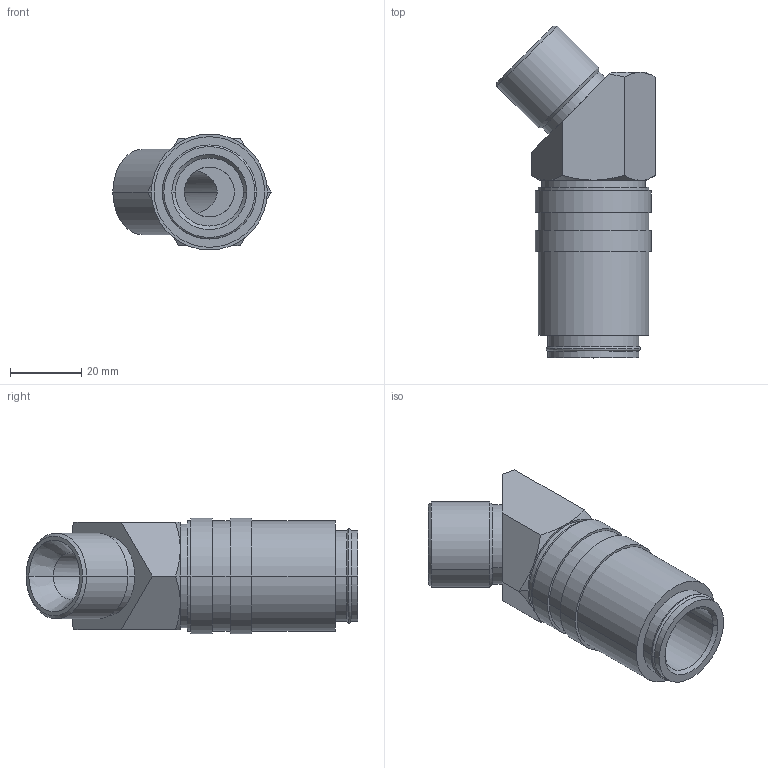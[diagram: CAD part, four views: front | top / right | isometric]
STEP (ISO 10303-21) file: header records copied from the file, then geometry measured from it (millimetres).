
FILE_DESCRIPTION(('STEP AP214'),'1');
FILE_NAME('eshg_2415_a-45ab.stp','2020-04-22T06:06:23',('TraceParts'),('TraceParts S.A.'),'Spatial InterOp 3D',' ',' ');
FILE_SCHEMA(('automotive_design'));
Length unit declared in the file: millimetre
Products named in the file (1): 1
Bounding box: 44.37 x 93.04 x 32.5 mm (x, y, z)
Volume: 46232.4 mm3; surface area: 15112.8 mm2
Topology: 1 solids, 1 shells, 69 faces, 146 edges, 88 vertices
Faces by surface type: cylinder 26, cone 20, plane 19, torus 4
Entity records: 2566 total; most frequent: CARTESIAN_POINT 510, DIRECTION 340, ORIENTED_EDGE 292, AXIS2_PLACEMENT_3D 146, EDGE_CURVE 146, VERTEX_POINT 88, EDGE_LOOP 80, CIRCLE 74
